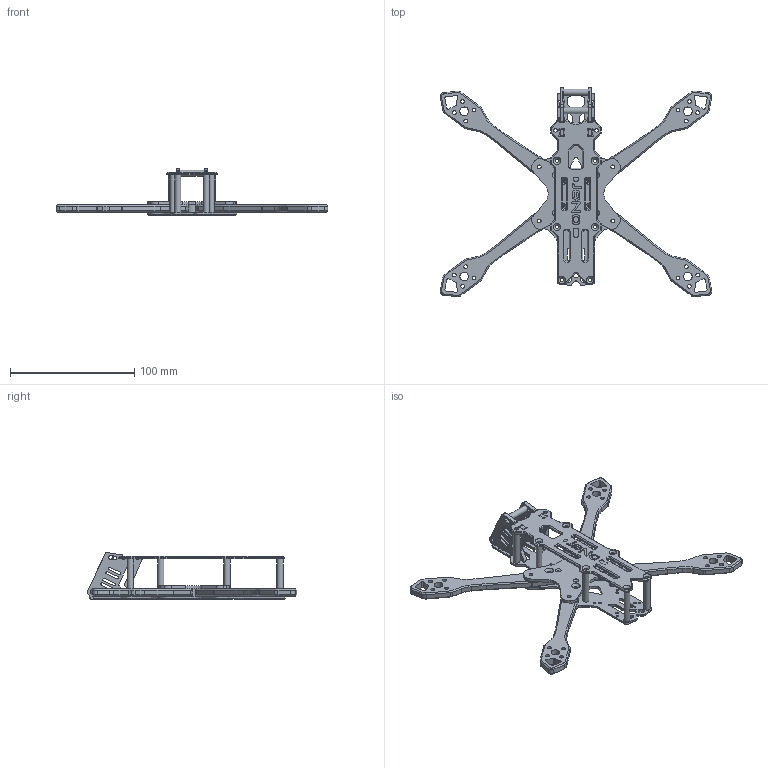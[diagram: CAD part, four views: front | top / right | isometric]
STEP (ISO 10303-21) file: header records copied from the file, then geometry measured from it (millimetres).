
FILE_DESCRIPTION(/* description */ (''),/* implementation_level */ '2;1');
FILE_NAME(/* name */ 'JeNo_WAF1.4 v31.step',/* time_stamp */ '2024-09-01T20:58:45+02:00',/* author */ (''),/* organization */ (''),/* preprocessor_version */ 'ST-DEVELOPER v20',/* originating_system */ 'Autodesk Translation Framework v13.14.0.145',/* authorisation */ '');
FILE_SCHEMA (('AUTOMOTIVE_DESIGN { 1 0 10303 214 3 1 1 }'));
Length unit declared in the file: millimetre
Products named in the file (1): JeNo_WAF1.4
Bounding box: 218.49 x 168.63 x 37.58 mm (x, y, z)
Volume: 73113.3 mm3; surface area: 62944.7 mm2
Topology: 20 solids, 20 shells, 1440 faces, 3725 edges, 2330 vertices
Faces by surface type: plane 699, cylinder 522, cone 219
Full cylindrical faces by diameter (mm): 1.7 x4, 2 x4, 2.2 x4, 3 x64, 4.3 x8, 5 x10, 6.4 x4, 7 x4
Entity records: 44056 total; most frequent: DIRECTION 7850, CARTESIAN_POINT 7494, ORIENTED_EDGE 7426, EDGE_CURVE 3713, AXIS2_PLACEMENT_3D 2701, LINE 2448, VECTOR 2448, VERTEX_POINT 2330
